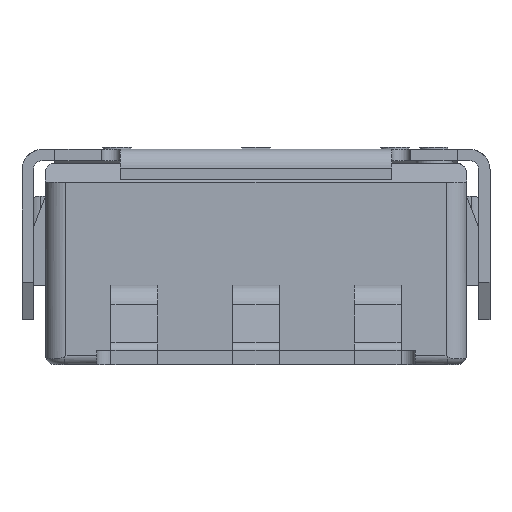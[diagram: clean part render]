
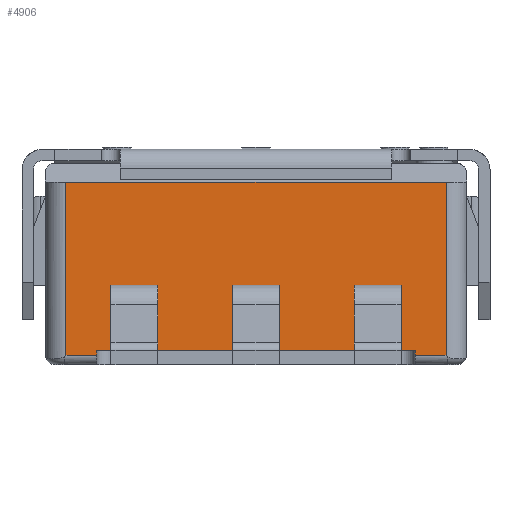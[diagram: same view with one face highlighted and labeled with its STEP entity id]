
A CAD part, front view. The second image highlights one B-rep face of the part: STEP entity #4906.
In plain terms, the highlighted planar face has unit normal (0, -1, 0).
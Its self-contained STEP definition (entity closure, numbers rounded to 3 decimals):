
#609=ORIENTED_EDGE('',*,*,#2017,.F.);
#610=ORIENTED_EDGE('',*,*,#2018,.T.);
#611=ORIENTED_EDGE('',*,*,#2019,.F.);
#612=ORIENTED_EDGE('',*,*,#2020,.F.);
#613=ORIENTED_EDGE('',*,*,#2021,.F.);
#614=ORIENTED_EDGE('',*,*,#2022,.T.);
#615=ORIENTED_EDGE('',*,*,#2023,.F.);
#616=ORIENTED_EDGE('',*,*,#2024,.F.);
#617=ORIENTED_EDGE('',*,*,#2025,.F.);
#618=ORIENTED_EDGE('',*,*,#2026,.T.);
#619=ORIENTED_EDGE('',*,*,#2027,.F.);
#620=ORIENTED_EDGE('',*,*,#2028,.F.);
#621=ORIENTED_EDGE('',*,*,#2029,.F.);
#622=ORIENTED_EDGE('',*,*,#2030,.T.);
#623=ORIENTED_EDGE('',*,*,#2031,.T.);
#624=ORIENTED_EDGE('',*,*,#2016,.F.);
#625=ORIENTED_EDGE('',*,*,#2032,.T.);
#626=ORIENTED_EDGE('',*,*,#2033,.T.);
#627=ORIENTED_EDGE('',*,*,#2034,.F.);
#628=ORIENTED_EDGE('',*,*,#2010,.F.);
#2010=EDGE_CURVE('',#2727,#2728,#3190,.T.);
#2016=EDGE_CURVE('',#2732,#2730,#3191,.T.);
#2017=EDGE_CURVE('',#2733,#2734,#3192,.T.);
#2018=EDGE_CURVE('',#2733,#2735,#3193,.T.);
#2019=EDGE_CURVE('',#2736,#2735,#3194,.T.);
#2020=EDGE_CURVE('',#2734,#2736,#3195,.T.);
#2021=EDGE_CURVE('',#2737,#2738,#3196,.T.);
#2022=EDGE_CURVE('',#2737,#2739,#3197,.T.);
#2023=EDGE_CURVE('',#2740,#2739,#3198,.T.);
#2024=EDGE_CURVE('',#2738,#2740,#3199,.T.);
#2025=EDGE_CURVE('',#2741,#2742,#3200,.T.);
#2026=EDGE_CURVE('',#2741,#2743,#3201,.T.);
#2027=EDGE_CURVE('',#2744,#2743,#3202,.T.);
#2028=EDGE_CURVE('',#2742,#2744,#3203,.T.);
#2029=EDGE_CURVE('',#2745,#2727,#3204,.T.);
#2030=EDGE_CURVE('',#2745,#2746,#3205,.T.);
#2031=EDGE_CURVE('',#2746,#2730,#3206,.T.);
#2032=EDGE_CURVE('',#2732,#2747,#3207,.T.);
#2033=EDGE_CURVE('',#2747,#2748,#3208,.T.);
#2034=EDGE_CURVE('',#2728,#2748,#3209,.T.);
#2727=VERTEX_POINT('',#9016);
#2728=VERTEX_POINT('',#9018);
#2730=VERTEX_POINT('',#9027);
#2732=VERTEX_POINT('',#9034);
#2733=VERTEX_POINT('',#9038);
#2734=VERTEX_POINT('',#9039);
#2735=VERTEX_POINT('',#9041);
#2736=VERTEX_POINT('',#9043);
#2737=VERTEX_POINT('',#9046);
#2738=VERTEX_POINT('',#9047);
#2739=VERTEX_POINT('',#9049);
#2740=VERTEX_POINT('',#9051);
#2741=VERTEX_POINT('',#9054);
#2742=VERTEX_POINT('',#9055);
#2743=VERTEX_POINT('',#9057);
#2744=VERTEX_POINT('',#9059);
#2745=VERTEX_POINT('',#9062);
#2746=VERTEX_POINT('',#9064);
#2747=VERTEX_POINT('',#9067);
#2748=VERTEX_POINT('',#9069);
#3190=LINE('',#9017,#3694);
#3191=LINE('',#9035,#3695);
#3192=LINE('',#9037,#3696);
#3193=LINE('',#9040,#3697);
#3194=LINE('',#9042,#3698);
#3195=LINE('',#9044,#3699);
#3196=LINE('',#9045,#3700);
#3197=LINE('',#9048,#3701);
#3198=LINE('',#9050,#3702);
#3199=LINE('',#9052,#3703);
#3200=LINE('',#9053,#3704);
#3201=LINE('',#9056,#3705);
#3202=LINE('',#9058,#3706);
#3203=LINE('',#9060,#3707);
#3204=LINE('',#9061,#3708);
#3205=LINE('',#9063,#3709);
#3206=LINE('',#9065,#3710);
#3207=LINE('',#9066,#3711);
#3208=LINE('',#9068,#3712);
#3209=LINE('',#9070,#3713);
#3694=VECTOR('',#7539,1000.);
#3695=VECTOR('',#7548,1000.);
#3696=VECTOR('',#7551,1000.);
#3697=VECTOR('',#7552,1000.);
#3698=VECTOR('',#7553,1000.);
#3699=VECTOR('',#7554,1000.);
#3700=VECTOR('',#7555,1000.);
#3701=VECTOR('',#7556,1000.);
#3702=VECTOR('',#7557,1000.);
#3703=VECTOR('',#7558,1000.);
#3704=VECTOR('',#7559,1000.);
#3705=VECTOR('',#7560,1000.);
#3706=VECTOR('',#7561,1000.);
#3707=VECTOR('',#7562,1000.);
#3708=VECTOR('',#7563,1000.);
#3709=VECTOR('',#7564,1000.);
#3710=VECTOR('',#7565,1000.);
#3711=VECTOR('',#7566,1000.);
#3712=VECTOR('',#7567,1000.);
#3713=VECTOR('',#7568,1000.);
#4160=EDGE_LOOP('',(#609,#610,#611,#612));
#4161=EDGE_LOOP('',(#613,#614,#615,#616));
#4162=EDGE_LOOP('',(#617,#618,#619,#620));
#4163=EDGE_LOOP('',(#621,#622,#623,#624,#625,#626,#627,#628));
#4454=FACE_BOUND('',#4160,.T.);
#4455=FACE_BOUND('',#4161,.T.);
#4456=FACE_BOUND('',#4162,.T.);
#4457=FACE_BOUND('',#4163,.T.);
#4730=PLANE('',#6896);
#4906=ADVANCED_FACE('',(#4454,#4455,#4456,#4457),#4730,.F.);
#6896=AXIS2_PLACEMENT_3D('',#9036,#7549,#7550);
#7539=DIRECTION('',(-1.,0.,0.));
#7548=DIRECTION('',(-1.,0.,0.));
#7549=DIRECTION('',(0.,1.,0.));
#7550=DIRECTION('',(0.,0.,1.));
#7551=DIRECTION('',(-1.,0.,0.));
#7552=DIRECTION('',(0.,0.,-1.));
#7553=DIRECTION('',(1.,0.,0.));
#7554=DIRECTION('',(0.,0.,-1.));
#7555=DIRECTION('',(-1.,0.,0.));
#7556=DIRECTION('',(0.,0.,-1.));
#7557=DIRECTION('',(1.,0.,0.));
#7558=DIRECTION('',(0.,0.,-1.));
#7559=DIRECTION('',(-1.,0.,0.));
#7560=DIRECTION('',(0.,0.,-1.));
#7561=DIRECTION('',(1.,0.,0.));
#7562=DIRECTION('',(0.,0.,-1.));
#7563=DIRECTION('',(0.,0.,-1.));
#7564=DIRECTION('',(1.,0.,0.));
#7565=DIRECTION('',(0.,0.,-1.));
#7566=DIRECTION('',(0.,0.,1.));
#7567=DIRECTION('',(-1.,0.,0.));
#7568=DIRECTION('',(0.,0.,1.));
#9016=CARTESIAN_POINT('',(-1.7,-2.25,-2.2));
#9017=CARTESIAN_POINT('',(2.25,-2.25,-2.2));
#9018=CARTESIAN_POINT('',(-2.03,-2.25,-2.2));
#9027=CARTESIAN_POINT('',(1.7,-2.25,-2.2));
#9034=CARTESIAN_POINT('',(2.03,-2.25,-2.2));
#9035=CARTESIAN_POINT('',(2.25,-2.25,-2.2));
#9036=CARTESIAN_POINT('',(2.25,-2.25,-0.35));
#9037=CARTESIAN_POINT('',(2.25,-2.25,-1.45));
#9038=CARTESIAN_POINT('',(-1.05,-2.25,-1.45));
#9039=CARTESIAN_POINT('',(-1.55,-2.25,-1.45));
#9040=CARTESIAN_POINT('',(-1.05,-2.25,-0.35));
#9041=CARTESIAN_POINT('',(-1.05,-2.25,-1.6));
#9042=CARTESIAN_POINT('',(2.25,-2.25,-1.6));
#9043=CARTESIAN_POINT('',(-1.55,-2.25,-1.6));
#9044=CARTESIAN_POINT('',(-1.55,-2.25,-0.35));
#9045=CARTESIAN_POINT('',(2.25,-2.25,-1.45));
#9046=CARTESIAN_POINT('',(1.55,-2.25,-1.45));
#9047=CARTESIAN_POINT('',(1.05,-2.25,-1.45));
#9048=CARTESIAN_POINT('',(1.55,-2.25,-0.35));
#9049=CARTESIAN_POINT('',(1.55,-2.25,-1.6));
#9050=CARTESIAN_POINT('',(2.25,-2.25,-1.6));
#9051=CARTESIAN_POINT('',(1.05,-2.25,-1.6));
#9052=CARTESIAN_POINT('',(1.05,-2.25,-0.35));
#9053=CARTESIAN_POINT('',(2.25,-2.25,-1.45));
#9054=CARTESIAN_POINT('',(0.25,-2.25,-1.45));
#9055=CARTESIAN_POINT('',(-0.25,-2.25,-1.45));
#9056=CARTESIAN_POINT('',(0.25,-2.25,-0.35));
#9057=CARTESIAN_POINT('',(0.25,-2.25,-1.6));
#9058=CARTESIAN_POINT('',(2.25,-2.25,-1.6));
#9059=CARTESIAN_POINT('',(-0.25,-2.25,-1.6));
#9060=CARTESIAN_POINT('',(-0.25,-2.25,-0.35));
#9061=CARTESIAN_POINT('',(-1.7,-2.25,-2.15));
#9062=CARTESIAN_POINT('',(-1.7,-2.25,-2.15));
#9063=CARTESIAN_POINT('',(-1.7,-2.25,-2.15));
#9064=CARTESIAN_POINT('',(1.7,-2.25,-2.15));
#9065=CARTESIAN_POINT('',(1.7,-2.25,-2.15));
#9066=CARTESIAN_POINT('',(2.03,-2.25,-2.73));
#9067=CARTESIAN_POINT('',(2.03,-2.25,-0.35));
#9068=CARTESIAN_POINT('',(2.25,-2.25,-0.35));
#9069=CARTESIAN_POINT('',(-2.03,-2.25,-0.35));
#9070=CARTESIAN_POINT('',(-2.03,-2.25,-2.73));
